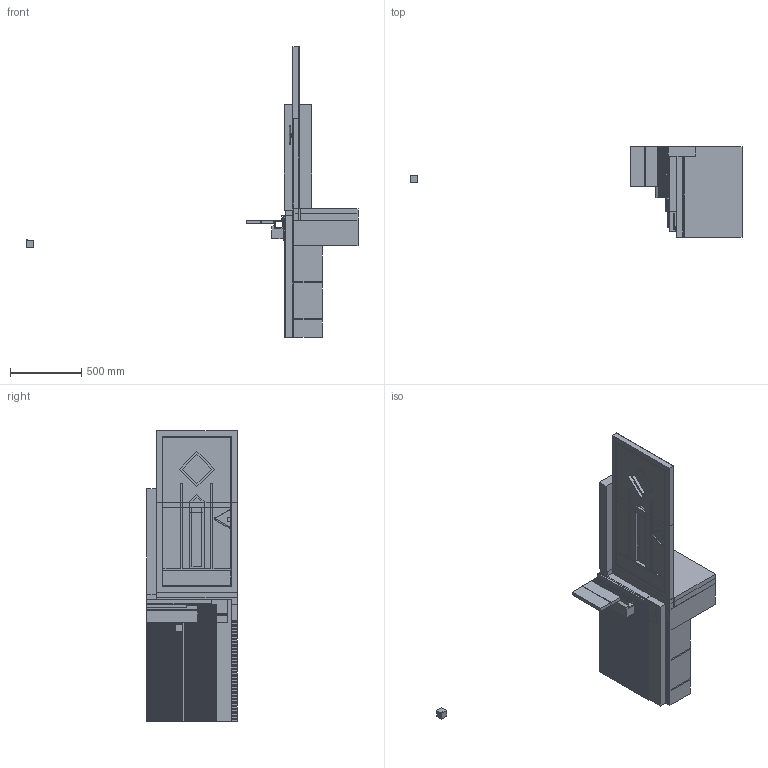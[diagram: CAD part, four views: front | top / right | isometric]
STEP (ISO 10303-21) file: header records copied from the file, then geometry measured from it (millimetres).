
FILE_DESCRIPTION(('STEP AP214'),'1');
FILE_NAME('20.03.10 CAD Anschluss an bodentiefen Fenstern und Türen mit FLK-001 A3 Vorlage.STP','2020-03-11T06:24:10',(' '),(' '),'Spatial InterOp 3D',' ',' ');
FILE_SCHEMA(('automotive_design'));
Length unit declared in the file: millimetre
Products named in the file (318): 3D WÜRFEL; Quader; gerades Prisma; 1; 2;  Lokale Op.             Fensterrahmen;  Lokale Op.               Fensterscheibe
Bounding box: 2328.24 x 636.26 x 2035 mm (x, y, z)
Volume: 229412207.2 mm3; surface area: 13922956.6 mm2
Topology: 318 solids, 318 shells, 1996 faces, 4068 edges, 2710 vertices
Faces by surface type: plane 1985, cylinder 10, torus 1
Entity records: 74475 total; most frequent: CARTESIAN_POINT 9092, DIRECTION 8715, ORIENTED_EDGE 8132, EDGE_CURVE 4066, LINE 4045, VECTOR 4045, VERTEX_POINT 2712, AXIS2_PLACEMENT_3D 2335
